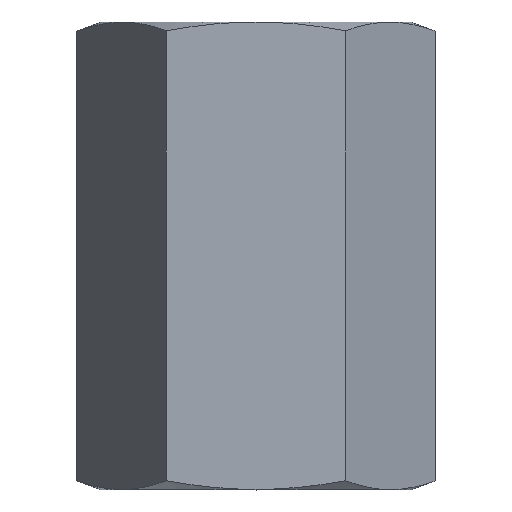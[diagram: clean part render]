
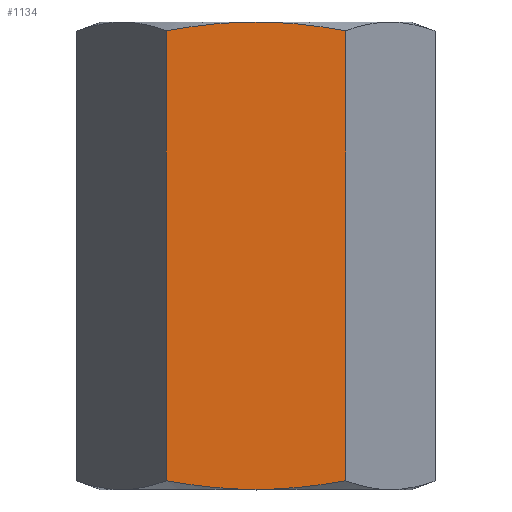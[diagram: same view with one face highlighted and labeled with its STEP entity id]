
A CAD part, top view. The second image highlights one B-rep face of the part: STEP entity #1134.
In plain terms, the highlighted planar face has unit normal (0, 0, 1).
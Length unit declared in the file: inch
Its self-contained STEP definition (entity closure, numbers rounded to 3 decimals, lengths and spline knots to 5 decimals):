
#492=CARTESIAN_POINT('',(-0.21651,1.10889,0.375));
#493=CARTESIAN_POINT('',(-0.19779,1.11229,0.375));
#494=CARTESIAN_POINT('',(-0.16081,1.11835,0.375));
#495=CARTESIAN_POINT('',(-0.10725,1.12494,0.375));
#496=CARTESIAN_POINT('',(-0.05372,1.12906,0.375));
#497=CARTESIAN_POINT('',(-0.01792,1.13,0.375));
#498=CARTESIAN_POINT('',(0.,1.13,0.375));
#503=CARTESIAN_POINT('',(0.,1.13,0.375));
#504=CARTESIAN_POINT('',(0.01434,1.13,0.375));
#505=CARTESIAN_POINT('',(0.04299,1.1294,0.375));
#506=CARTESIAN_POINT('',(0.08583,1.12675,0.375));
#507=CARTESIAN_POINT('',(0.12866,1.12244,0.375));
#508=CARTESIAN_POINT('',(0.17188,1.11658,0.375));
#509=CARTESIAN_POINT('',(0.20152,1.11161,0.375));
#510=CARTESIAN_POINT('',(0.21651,1.10889,0.375));
#515=CARTESIAN_POINT('',(0.,0.,0.375));
#516=CARTESIAN_POINT('',(0.01434,0.,0.375));
#517=CARTESIAN_POINT('',(0.04299,0.0006,0.375));
#518=CARTESIAN_POINT('',(0.08583,0.00325,0.375));
#519=CARTESIAN_POINT('',(0.12866,0.00756,0.375));
#520=CARTESIAN_POINT('',(0.17188,0.01342,0.375));
#521=CARTESIAN_POINT('',(0.20152,0.01839,0.375));
#522=CARTESIAN_POINT('',(0.21651,0.02111,0.375));
#527=CARTESIAN_POINT('',(-0.21651,0.02111,0.375));
#528=CARTESIAN_POINT('',(-0.19779,0.01771,0.375));
#529=CARTESIAN_POINT('',(-0.16081,0.01165,0.375));
#530=CARTESIAN_POINT('',(-0.10725,0.00506,0.375));
#531=CARTESIAN_POINT('',(-0.05372,0.00094,0.375));
#532=CARTESIAN_POINT('',(-0.01792,0.,0.375));
#533=CARTESIAN_POINT('',(0.,0.,0.375));
#538=DIRECTION('',(0.,1.,0.));
#539=VECTOR('',#538,1.08777);
#540=CARTESIAN_POINT('',(-0.21651,0.02111,0.375));
#541=LINE('',#540,#539);
#591=DIRECTION('',(0.,1.,0.));
#592=VECTOR('',#591,1.08777);
#593=CARTESIAN_POINT('',(0.21651,0.02111,0.375));
#594=LINE('',#593,#592);
#758=CARTESIAN_POINT('',(0.,0.,0.375));
#760=VERTEX_POINT('',#758);
#770=CARTESIAN_POINT('',(0.,1.13,0.375));
#772=VERTEX_POINT('',#770);
#775=VERTEX_POINT('',#492);
#776=VERTEX_POINT('',#510);
#777=VERTEX_POINT('',#527);
#778=VERTEX_POINT('',#522);
#1118=CARTESIAN_POINT('',(-0.21651,0.,0.375));
#1119=DIRECTION('',(0.,0.,1.));
#1120=DIRECTION('',(1.,0.,0.));
#1121=AXIS2_PLACEMENT_3D('',#1118,#1119,#1120);
#1122=PLANE('',#1121);
#1123=ORIENTED_EDGE('',*,*,#1037,.T.);
#1124=ORIENTED_EDGE('',*,*,#1052,.T.);
#1126=ORIENTED_EDGE('',*,*,#1125,.F.);
#1128=ORIENTED_EDGE('',*,*,#1127,.F.);
#1130=ORIENTED_EDGE('',*,*,#1129,.F.);
#1131=ORIENTED_EDGE('',*,*,#1108,.T.);
#1132=EDGE_LOOP('',(#1123,#1124,#1126,#1128,#1130,#1131));
#1133=FACE_OUTER_BOUND('',#1132,.F.);
#1134=ADVANCED_FACE('',(#1133),#1122,.T.);
#499=B_SPLINE_CURVE_WITH_KNOTS('',3,(#492,#493,#494,#495,#496,#497,#498),
.UNSPECIFIED.,.F.,.F.,(4,1,1,1,4),(0.,0.25,0.5,0.75,1.),
.UNSPECIFIED.);
#511=B_SPLINE_CURVE_WITH_KNOTS('',3,(#503,#504,#505,#506,#507,#508,#509,#510),
.UNSPECIFIED.,.F.,.F.,(4,1,1,1,1,4),(0.,0.2,0.4,0.6,0.8,1.),
.UNSPECIFIED.);
#523=B_SPLINE_CURVE_WITH_KNOTS('',3,(#515,#516,#517,#518,#519,#520,#521,#522),
.UNSPECIFIED.,.F.,.F.,(4,1,1,1,1,4),(0.,0.2,0.4,0.6,0.8,1.),
.UNSPECIFIED.);
#534=B_SPLINE_CURVE_WITH_KNOTS('',3,(#527,#528,#529,#530,#531,#532,#533),
.UNSPECIFIED.,.F.,.F.,(4,1,1,1,4),(0.,0.25,0.5,0.75,1.),
.UNSPECIFIED.);
#1037=EDGE_CURVE('',#775,#772,#499,.T.);
#1052=EDGE_CURVE('',#772,#776,#511,.T.);
#1108=EDGE_CURVE('',#777,#775,#541,.T.);
#1125=EDGE_CURVE('',#778,#776,#594,.T.);
#1127=EDGE_CURVE('',#760,#778,#523,.T.);
#1129=EDGE_CURVE('',#777,#760,#534,.T.);
